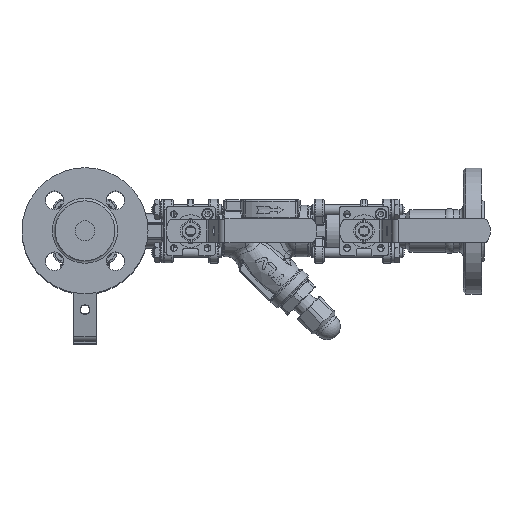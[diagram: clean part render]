
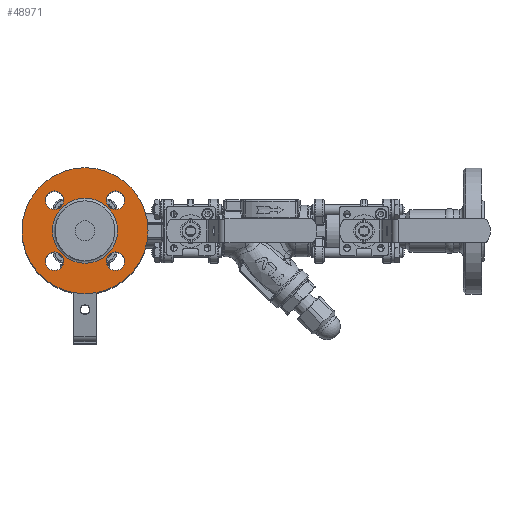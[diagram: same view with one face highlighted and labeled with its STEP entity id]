
A CAD part, top view. The second image highlights one B-rep face of the part: STEP entity #48971.
In plain terms, the highlighted planar face has unit normal (0, 0, 1).
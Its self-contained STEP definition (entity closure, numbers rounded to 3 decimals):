
#9020=FACE_BOUND('',#16275,.T.);
#9021=FACE_BOUND('',#16276,.T.);
#9022=FACE_BOUND('',#16277,.T.);
#9023=FACE_BOUND('',#16278,.T.);
#9024=FACE_BOUND('',#16279,.T.);
#9651=PLANE('',#53493);
#13067=FACE_OUTER_BOUND('',#16274,.T.);
#16274=EDGE_LOOP('',(#40017));
#16275=EDGE_LOOP('',(#40018));
#16276=EDGE_LOOP('',(#40019));
#16277=EDGE_LOOP('',(#40020));
#16278=EDGE_LOOP('',(#40021));
#16279=EDGE_LOOP('',(#40022));
#19415=CIRCLE('',#53478,47.5);
#19417=CIRCLE('',#53482,7.);
#19419=CIRCLE('',#53485,7.);
#19421=CIRCLE('',#53488,7.);
#19423=CIRCLE('',#53491,7.);
#19425=CIRCLE('',#53494,24.5);
#22843=VERTEX_POINT('',#87804);
#22845=VERTEX_POINT('',#87812);
#22847=VERTEX_POINT('',#87818);
#22849=VERTEX_POINT('',#87824);
#22851=VERTEX_POINT('',#87830);
#22853=VERTEX_POINT('',#87836);
#28857=EDGE_CURVE('',#22843,#22843,#19415,.T.);
#28860=EDGE_CURVE('',#22845,#22845,#19417,.T.);
#28863=EDGE_CURVE('',#22847,#22847,#19419,.T.);
#28866=EDGE_CURVE('',#22849,#22849,#19421,.T.);
#28869=EDGE_CURVE('',#22851,#22851,#19423,.T.);
#28872=EDGE_CURVE('',#22853,#22853,#19425,.T.);
#40017=ORIENTED_EDGE('',*,*,#28857,.F.);
#40018=ORIENTED_EDGE('',*,*,#28860,.T.);
#40019=ORIENTED_EDGE('',*,*,#28863,.T.);
#40020=ORIENTED_EDGE('',*,*,#28866,.T.);
#40021=ORIENTED_EDGE('',*,*,#28869,.T.);
#40022=ORIENTED_EDGE('',*,*,#28872,.F.);
#48971=ADVANCED_FACE('',(#13067,#9020,#9021,#9022,#9023,#9024),#9651,.F.);
#53478=AXIS2_PLACEMENT_3D('',#87806,#63452,#63453);
#53482=AXIS2_PLACEMENT_3D('',#87813,#63461,#63462);
#53485=AXIS2_PLACEMENT_3D('',#87819,#63468,#63469);
#53488=AXIS2_PLACEMENT_3D('',#87825,#63475,#63476);
#53491=AXIS2_PLACEMENT_3D('',#87831,#63482,#63483);
#53493=AXIS2_PLACEMENT_3D('',#87835,#63487,#63488);
#53494=AXIS2_PLACEMENT_3D('',#87837,#63489,#63490);
#63452=DIRECTION('center_axis',(0.,0.,
-1.));
#63453=DIRECTION('ref_axis',(1.,0.,0.));
#63461=DIRECTION('center_axis',(0.,0.,
-1.));
#63462=DIRECTION('ref_axis',(-1.,0.,0.));
#63468=DIRECTION('center_axis',(0.,0.,
-1.));
#63469=DIRECTION('ref_axis',(0.,1.,0.));
#63475=DIRECTION('center_axis',(0.,0.,
-1.));
#63476=DIRECTION('ref_axis',(1.,0.,0.));
#63482=DIRECTION('center_axis',(0.,0.,
-1.));
#63483=DIRECTION('ref_axis',(0.,-1.,0.));
#63487=DIRECTION('center_axis',(0.,0.,
-1.));
#63488=DIRECTION('ref_axis',(1.,0.,0.));
#63489=DIRECTION('center_axis',(0.,0.,
1.));
#63490=DIRECTION('ref_axis',(1.,0.,0.));
#87804=CARTESIAN_POINT('',(-192.536,18.833,177.983));
#87806=CARTESIAN_POINT('Origin',(-145.036,18.833,177.983));
#87812=CARTESIAN_POINT('',(-161.017,-4.148,177.983));
#87813=CARTESIAN_POINT('Origin',(-168.017,-4.148,177.983));
#87818=CARTESIAN_POINT('',(-168.017,34.814,177.983));
#87819=CARTESIAN_POINT('Origin',(-168.017,41.814,177.983));
#87824=CARTESIAN_POINT('',(-129.055,41.814,177.983));
#87825=CARTESIAN_POINT('Origin',(-122.055,41.814,177.983));
#87830=CARTESIAN_POINT('',(-122.055,2.852,177.983));
#87831=CARTESIAN_POINT('Origin',(-122.055,-4.148,177.983));
#87835=CARTESIAN_POINT('Origin',(-145.036,18.833,177.983));
#87836=CARTESIAN_POINT('',(-169.536,18.833,177.983));
#87837=CARTESIAN_POINT('Origin',(-145.036,18.833,177.983));
